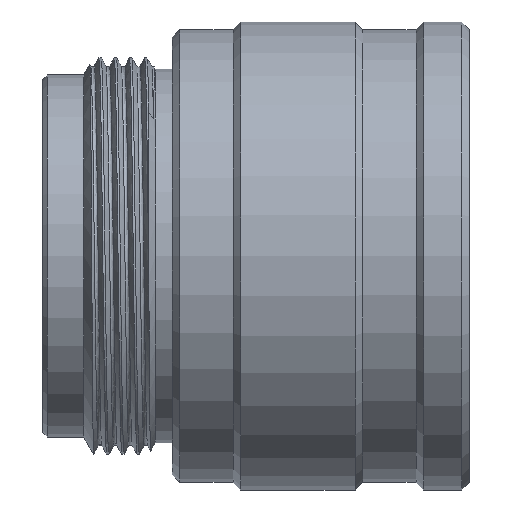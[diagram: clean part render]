
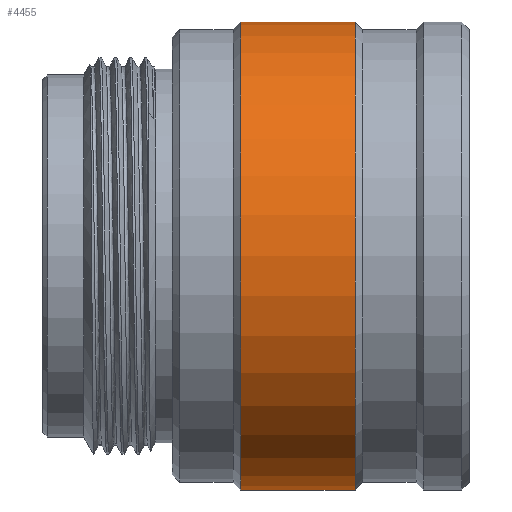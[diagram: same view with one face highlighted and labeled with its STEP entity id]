
A CAD part, top view. The second image highlights one B-rep face of the part: STEP entity #4455.
In plain terms, the highlighted cylindrical face has radius 15.35 mm (diameter 30.7 mm), a partial arc.
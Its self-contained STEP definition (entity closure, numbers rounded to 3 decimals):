
#1182=CARTESIAN_POINT('',(13.,0.,0.));
#1183=DIRECTION('',(1.,0.,0.));
#1184=DIRECTION('',(0.,1.,0.));
#1185=AXIS2_PLACEMENT_3D('',#1182,#1183,#1184);
#1200=DIRECTION('',(-1.,0.,0.));
#1201=VECTOR('',#1200,7.5);
#1202=CARTESIAN_POINT('',(20.5,15.35,0.));
#1203=LINE('18',#1202,#1201);
#1204=DIRECTION('',(-1.,0.,0.));
#1205=VECTOR('',#1204,7.5);
#1206=CARTESIAN_POINT('',(20.5,-15.35,0.));
#1207=LINE('35',#1206,#1205);
#1213=CARTESIAN_POINT('',(20.5,0.,0.));
#1214=DIRECTION('',(1.,0.,0.));
#1215=DIRECTION('',(0.,1.,0.));
#1216=AXIS2_PLACEMENT_3D('',#1213,#1214,#1215);
#2928=CARTESIAN_POINT('',(20.5,15.35,0.));
#2929=VERTEX_POINT('',#2928);
#2930=CARTESIAN_POINT('',(13.,15.35,0.));
#2931=VERTEX_POINT('',#2930);
#2944=CARTESIAN_POINT('',(20.5,-15.35,0.));
#2945=VERTEX_POINT('',#2944);
#2946=CARTESIAN_POINT('',(13.,-15.35,0.));
#2947=VERTEX_POINT('',#2946);
#4443=CARTESIAN_POINT('',(-1.4,0.,0.));
#4444=DIRECTION('',(1.,0.,0.));
#4445=DIRECTION('',(0.,-1.,0.));
#4446=AXIS2_PLACEMENT_3D('',#4443,#4444,#4445);
#4447=CYLINDRICAL_SURFACE('58',#4446,15.35);
#4448=ORIENTED_EDGE('18',*,*,#4433,.F.);
#4450=ORIENTED_EDGE('59',*,*,#4449,.T.);
#4451=ORIENTED_EDGE('35',*,*,#4436,.T.);
#4452=ORIENTED_EDGE('61',*,*,#4407,.F.);
#4453=EDGE_LOOP('58',(#4448,#4450,#4451,#4452));
#4454=FACE_OUTER_BOUND('58',#4453,.F.);
#1186=CIRCLE('61',#1185,15.35);
#1217=CIRCLE('59',#1216,15.35);
#4407=EDGE_CURVE('61',#2931,#2947,#1186,.T.);
#4433=EDGE_CURVE('18',#2929,#2931,#1203,.T.);
#4436=EDGE_CURVE('35',#2945,#2947,#1207,.T.);
#4449=EDGE_CURVE('59',#2929,#2945,#1217,.T.);
#4455=ADVANCED_FACE('58',(#4454),#4447,.T.);
